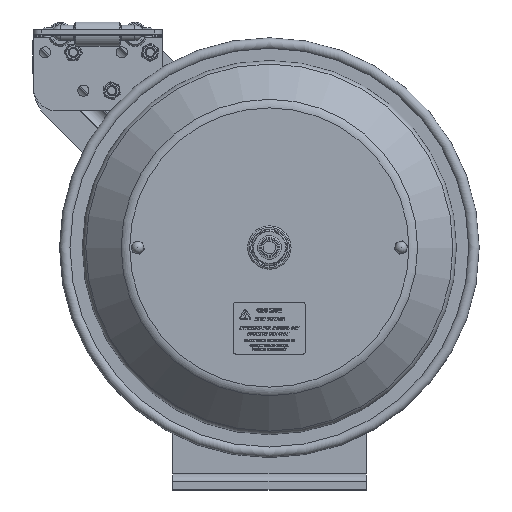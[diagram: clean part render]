
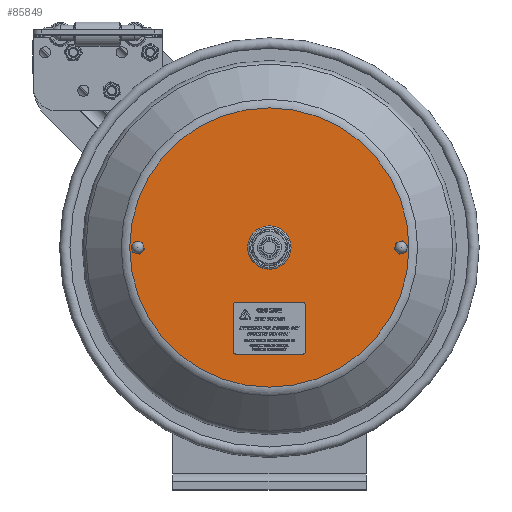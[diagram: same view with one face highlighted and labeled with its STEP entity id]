
A CAD part, top view. The second image highlights one B-rep face of the part: STEP entity #85849.
In plain terms, the highlighted planar face has unit normal (0, 0, 1).
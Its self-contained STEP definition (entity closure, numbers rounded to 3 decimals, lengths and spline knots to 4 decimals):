
#4915=FACE_BOUND('',#11451,.T.);
#4916=FACE_BOUND('',#11452,.T.);
#4917=FACE_BOUND('',#11453,.T.);
#6406=CIRCLE('',#90900,4.325);
#6407=CIRCLE('',#90901,4.325);
#6409=CIRCLE('',#90904,0.625);
#6410=CIRCLE('',#90905,0.1094);
#6411=CIRCLE('',#90906,0.1094);
#7773=FACE_OUTER_BOUND('',#11450,.T.);
#11450=EDGE_LOOP('',(#61287,#61288));
#11451=EDGE_LOOP('',(#61289));
#11452=EDGE_LOOP('',(#61290));
#11453=EDGE_LOOP('',(#61291));
#34605=VERTEX_POINT('',#116809);
#34606=VERTEX_POINT('',#116810);
#34607=VERTEX_POINT('',#116815);
#34608=VERTEX_POINT('',#116817);
#34609=VERTEX_POINT('',#116819);
#45748=EDGE_CURVE('',#34605,#34606,#6406,.T.);
#45749=EDGE_CURVE('',#34606,#34605,#6407,.T.);
#45751=EDGE_CURVE('',#34607,#34607,#6409,.T.);
#45752=EDGE_CURVE('',#34608,#34608,#6410,.T.);
#45753=EDGE_CURVE('',#34609,#34609,#6411,.T.);
#61287=ORIENTED_EDGE('',*,*,#45748,.T.);
#61288=ORIENTED_EDGE('',*,*,#45749,.T.);
#61289=ORIENTED_EDGE('',*,*,#45751,.T.);
#61290=ORIENTED_EDGE('',*,*,#45752,.T.);
#61291=ORIENTED_EDGE('',*,*,#45753,.T.);
#79718=PLANE('',#90903);
#85849=ADVANCED_FACE('',(#7773,#4915,#4916,#4917),#79718,.T.);
#90900=AXIS2_PLACEMENT_3D('',#116811,#98009,#98010);
#90901=AXIS2_PLACEMENT_3D('',#116812,#98011,#98012);
#90903=AXIS2_PLACEMENT_3D('',#116814,#98015,#98016);
#90904=AXIS2_PLACEMENT_3D('',#116816,#98017,#98018);
#90905=AXIS2_PLACEMENT_3D('',#116818,#98019,#98020);
#90906=AXIS2_PLACEMENT_3D('',#116820,#98021,#98022);
#98009=DIRECTION('center_axis',(0.,0.,1.));
#98010=DIRECTION('ref_axis',(-1.,0.,0.));
#98011=DIRECTION('center_axis',(0.,0.,1.));
#98012=DIRECTION('ref_axis',(-1.,0.,0.));
#98015=DIRECTION('center_axis',(0.,0.,1.));
#98016=DIRECTION('ref_axis',(0.,-1.,0.));
#98017=DIRECTION('center_axis',(0.,0.,-1.));
#98018=DIRECTION('ref_axis',(-1.,0.,0.));
#98019=DIRECTION('center_axis',(0.,0.,-1.));
#98020=DIRECTION('ref_axis',(1.,0.,0.));
#98021=DIRECTION('center_axis',(0.,0.,-1.));
#98022=DIRECTION('ref_axis',(1.,0.,0.));
#116809=CARTESIAN_POINT('',(-4.33,0.,6.4506));
#116810=CARTESIAN_POINT('',(-0.005,4.325,6.4506));
#116811=CARTESIAN_POINT('Origin',(-0.005,0.,
6.4506));
#116812=CARTESIAN_POINT('Origin',(-0.005,0.,
6.4506));
#116814=CARTESIAN_POINT('Origin',(-2.1675,0.,
6.4506));
#116815=CARTESIAN_POINT('',(0.62,0.,6.4506));
#116816=CARTESIAN_POINT('Origin',(-0.005,0.,
6.4506));
#116817=CARTESIAN_POINT('',(-3.9737,0.,6.4506));
#116818=CARTESIAN_POINT('Origin',(-4.0831,0.,
6.4506));
#116819=CARTESIAN_POINT('',(4.1825,0.,6.4506));
#116820=CARTESIAN_POINT('Origin',(4.0731,0.,
6.4506));
